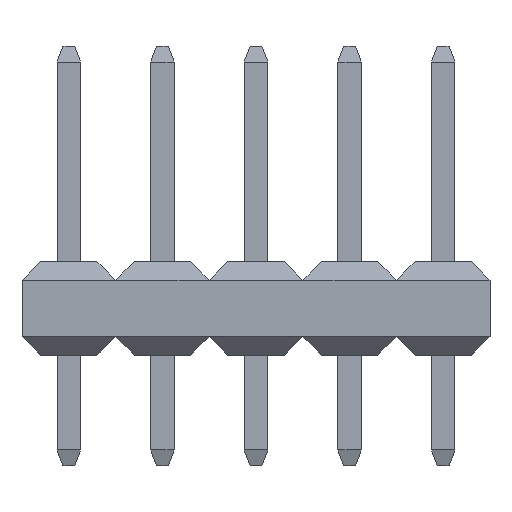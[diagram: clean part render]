
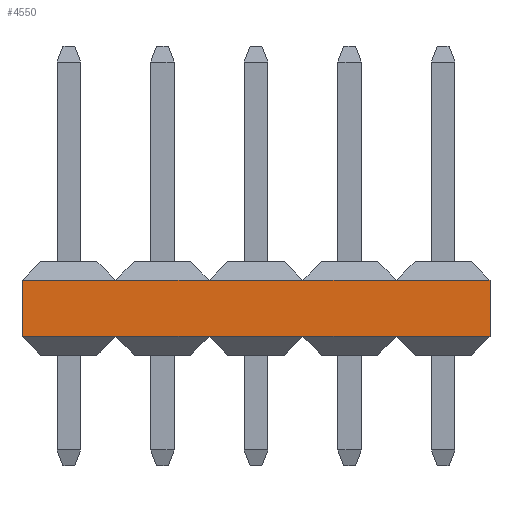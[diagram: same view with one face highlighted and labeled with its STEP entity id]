
A CAD part, front view. The second image highlights one B-rep face of the part: STEP entity #4550.
In plain terms, the highlighted planar face has unit normal (0, -1, 0).
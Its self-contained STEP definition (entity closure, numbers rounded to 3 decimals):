
#127=FACE_OUTER_BOUND('',#431,.T.);
#431=EDGE_LOOP('',(#3286,#3287,#3288,#3289,#3290,#3291,#3292,#3293,#3294,
#3295,#3296,#3297));
#786=LINE('',#6565,#1404);
#793=LINE('',#6580,#1411);
#815=LINE('',#6620,#1433);
#822=LINE('',#6634,#1440);
#841=LINE('',#6668,#1459);
#848=LINE('',#6682,#1466);
#867=LINE('',#6716,#1485);
#874=LINE('',#6730,#1492);
#891=LINE('',#6760,#1509);
#896=LINE('',#6769,#1514);
#901=LINE('',#6779,#1519);
#906=LINE('',#6788,#1524);
#1404=VECTOR('',#5237,1.);
#1411=VECTOR('',#5252,1.);
#1433=VECTOR('',#5298,1.);
#1440=VECTOR('',#5313,1.);
#1459=VECTOR('',#5356,1.);
#1466=VECTOR('',#5371,1.);
#1485=VECTOR('',#5414,1.);
#1492=VECTOR('',#5429,1.);
#1509=VECTOR('',#5468,1.);
#1514=VECTOR('',#5477,1.);
#1519=VECTOR('',#5490,1.);
#1524=VECTOR('',#5501,1.);
#2018=VERTEX_POINT('',#6557);
#2020=VERTEX_POINT('',#6563);
#2022=VERTEX_POINT('',#6573);
#2024=VERTEX_POINT('',#6579);
#2030=VERTEX_POINT('',#6618);
#2032=VERTEX_POINT('',#6628);
#2036=VERTEX_POINT('',#6666);
#2038=VERTEX_POINT('',#6676);
#2042=VERTEX_POINT('',#6714);
#2044=VERTEX_POINT('',#6724);
#2048=VERTEX_POINT('',#6762);
#2050=VERTEX_POINT('',#6778);
#2378=EDGE_CURVE('',#2020,#2018,#786,.T.);
#2385=EDGE_CURVE('',#2024,#2022,#793,.T.);
#2407=EDGE_CURVE('',#2030,#2020,#815,.T.);
#2414=EDGE_CURVE('',#2022,#2032,#822,.T.);
#2433=EDGE_CURVE('',#2036,#2030,#841,.T.);
#2440=EDGE_CURVE('',#2032,#2038,#848,.T.);
#2459=EDGE_CURVE('',#2042,#2036,#867,.T.);
#2466=EDGE_CURVE('',#2038,#2044,#874,.T.);
#2483=EDGE_CURVE('',#2044,#2042,#891,.T.);
#2488=EDGE_CURVE('',#2018,#2048,#896,.T.);
#2493=EDGE_CURVE('',#2050,#2024,#901,.T.);
#2498=EDGE_CURVE('',#2050,#2048,#906,.T.);
#3286=ORIENTED_EDGE('',*,*,#2488,.F.);
#3287=ORIENTED_EDGE('',*,*,#2378,.F.);
#3288=ORIENTED_EDGE('',*,*,#2407,.F.);
#3289=ORIENTED_EDGE('',*,*,#2433,.F.);
#3290=ORIENTED_EDGE('',*,*,#2459,.F.);
#3291=ORIENTED_EDGE('',*,*,#2483,.F.);
#3292=ORIENTED_EDGE('',*,*,#2466,.F.);
#3293=ORIENTED_EDGE('',*,*,#2440,.F.);
#3294=ORIENTED_EDGE('',*,*,#2414,.F.);
#3295=ORIENTED_EDGE('',*,*,#2385,.F.);
#3296=ORIENTED_EDGE('',*,*,#2493,.F.);
#3297=ORIENTED_EDGE('',*,*,#2498,.T.);
#4161=PLANE('',#4836);
#4550=ADVANCED_FACE('',(#127),#4161,.F.);
#4836=AXIS2_PLACEMENT_3D('',#6787,#5499,#5500);
#5237=DIRECTION('',(-1.,0.,0.));
#5252=DIRECTION('',(1.,0.,0.));
#5298=DIRECTION('',(-1.,0.,0.));
#5313=DIRECTION('',(1.,0.,0.));
#5356=DIRECTION('',(-1.,0.,0.));
#5371=DIRECTION('',(1.,0.,0.));
#5414=DIRECTION('',(-1.,0.,0.));
#5429=DIRECTION('',(1.,0.,0.));
#5468=DIRECTION('',(0.,0.,-1.));
#5477=DIRECTION('',(-1.,0.,0.));
#5490=DIRECTION('',(1.,0.,0.));
#5499=DIRECTION('center_axis',(0.,1.,0.));
#5500=DIRECTION('ref_axis',(0.,0.,1.));
#5501=DIRECTION('',(0.,0.,-1.));
#6557=CARTESIAN_POINT('',(1.27,-3.81,0.508));
#6563=CARTESIAN_POINT('',(3.81,-3.81,0.508));
#6565=CARTESIAN_POINT('',(2.54,-3.81,0.508));
#6573=CARTESIAN_POINT('',(3.81,-3.81,2.032));
#6579=CARTESIAN_POINT('',(1.27,-3.81,2.032));
#6580=CARTESIAN_POINT('',(2.54,-3.81,2.032));
#6618=CARTESIAN_POINT('',(6.35,-3.81,0.508));
#6620=CARTESIAN_POINT('',(5.08,-3.81,0.508));
#6628=CARTESIAN_POINT('',(6.35,-3.81,2.032));
#6634=CARTESIAN_POINT('',(5.08,-3.81,2.032));
#6666=CARTESIAN_POINT('',(8.89,-3.81,0.508));
#6668=CARTESIAN_POINT('',(7.62,-3.81,0.508));
#6676=CARTESIAN_POINT('',(8.89,-3.81,2.032));
#6682=CARTESIAN_POINT('',(7.62,-3.81,2.032));
#6714=CARTESIAN_POINT('',(11.43,-3.81,0.508));
#6716=CARTESIAN_POINT('',(10.16,-3.81,0.508));
#6724=CARTESIAN_POINT('',(11.43,-3.81,2.032));
#6730=CARTESIAN_POINT('',(10.16,-3.81,2.032));
#6760=CARTESIAN_POINT('',(11.43,-3.81,1.27));
#6762=CARTESIAN_POINT('',(-1.27,-3.81,0.508));
#6769=CARTESIAN_POINT('',(0.,-3.81,0.508));
#6778=CARTESIAN_POINT('',(-1.27,-3.81,2.032));
#6779=CARTESIAN_POINT('',(0.,-3.81,2.032));
#6787=CARTESIAN_POINT('Origin',(0.,-3.81,1.27));
#6788=CARTESIAN_POINT('',(-1.27,-3.81,1.27));
